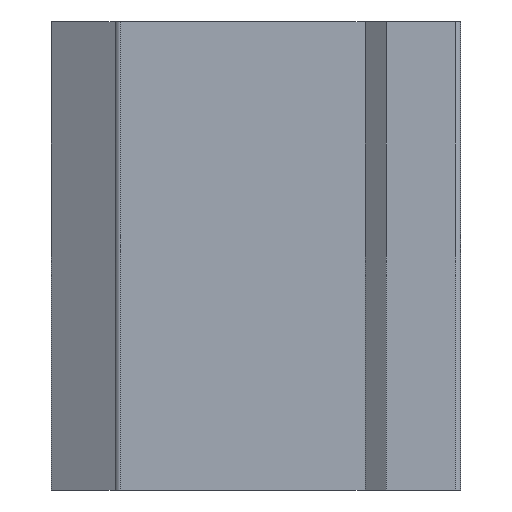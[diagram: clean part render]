
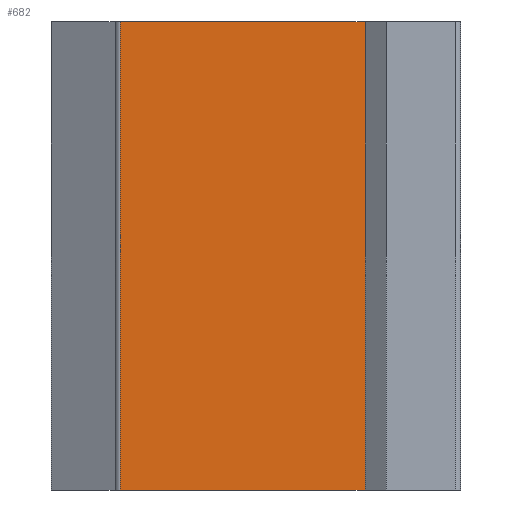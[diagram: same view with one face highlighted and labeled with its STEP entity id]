
A CAD part, left-side view. The second image highlights one B-rep face of the part: STEP entity #682.
In plain terms, the highlighted planar face has unit normal (-1, 0, 0).
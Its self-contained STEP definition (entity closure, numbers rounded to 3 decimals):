
#12 = ORIENTED_EDGE ( 'NONE', *, *, #152, .F. ) ;
#17 = LINE ( 'NONE', #24, #814 ) ;
#24 = CARTESIAN_POINT ( 'NONE',  ( -23.5, -10., 22. ) ) ;
#64 = CARTESIAN_POINT ( 'NONE',  ( -23.5, 13.5, -22. ) ) ;
#108 = CARTESIAN_POINT ( 'NONE',  ( -23.5, 13., 22. ) ) ;
#152 = EDGE_CURVE ( 'NONE', #1028, #289, #17, .T. ) ;
#227 = DIRECTION ( 'NONE',  ( 0., -1., 0. ) ) ;
#273 = VECTOR ( 'NONE', #627, 1000. ) ;
#289 = VERTEX_POINT ( 'NONE', #639 ) ;
#302 = AXIS2_PLACEMENT_3D ( 'NONE', #777, #400, #1253 ) ;
#305 = VECTOR ( 'NONE', #1160, 1000. ) ;
#400 = DIRECTION ( 'NONE',  ( 1., 0., 0. ) ) ;
#488 = DIRECTION ( 'NONE',  ( 0., 0., -1. ) ) ;
#549 = CARTESIAN_POINT ( 'NONE',  ( -23.5, 13., 22. ) ) ;
#553 = ORIENTED_EDGE ( 'NONE', *, *, #1328, .T. ) ;
#584 = EDGE_CURVE ( 'NONE', #1227, #1028, #598, .T. ) ;
#598 = LINE ( 'NONE', #977, #273 ) ;
#622 = FACE_OUTER_BOUND ( 'NONE', #1105, .T. ) ;
#627 = DIRECTION ( 'NONE',  ( 0., -1., 0. ) ) ;
#639 = CARTESIAN_POINT ( 'NONE',  ( -23.5, -10., -22. ) ) ;
#682 = ADVANCED_FACE ( 'NONE', ( #622 ), #1371, .F. ) ;
#777 = CARTESIAN_POINT ( 'NONE',  ( -23.5, 13.5, 22. ) ) ;
#798 = ORIENTED_EDGE ( 'NONE', *, *, #932, .T. ) ;
#808 = LINE ( 'NONE', #549, #305 ) ;
#814 = VECTOR ( 'NONE', #488, 1000. ) ;
#916 = ORIENTED_EDGE ( 'NONE', *, *, #584, .F. ) ;
#932 = EDGE_CURVE ( 'NONE', #1227, #1498, #808, .T. ) ;
#977 = CARTESIAN_POINT ( 'NONE',  ( -23.5, 13.5, 22. ) ) ;
#988 = LINE ( 'NONE', #64, #1110 ) ;
#1016 = CARTESIAN_POINT ( 'NONE',  ( -23.5, -10., 22. ) ) ;
#1028 = VERTEX_POINT ( 'NONE', #1016 ) ;
#1065 = CARTESIAN_POINT ( 'NONE',  ( -23.5, 13., -22. ) ) ;
#1105 = EDGE_LOOP ( 'NONE', ( #916, #798, #553, #12 ) ) ;
#1110 = VECTOR ( 'NONE', #227, 1000. ) ;
#1160 = DIRECTION ( 'NONE',  ( 0., 0., -1. ) ) ;
#1227 = VERTEX_POINT ( 'NONE', #108 ) ;
#1253 = DIRECTION ( 'NONE',  ( 0., 0., -1. ) ) ;
#1328 = EDGE_CURVE ( 'NONE', #1498, #289, #988, .T. ) ;
#1371 = PLANE ( 'NONE',  #302 ) ;
#1498 = VERTEX_POINT ( 'NONE', #1065 ) ;
